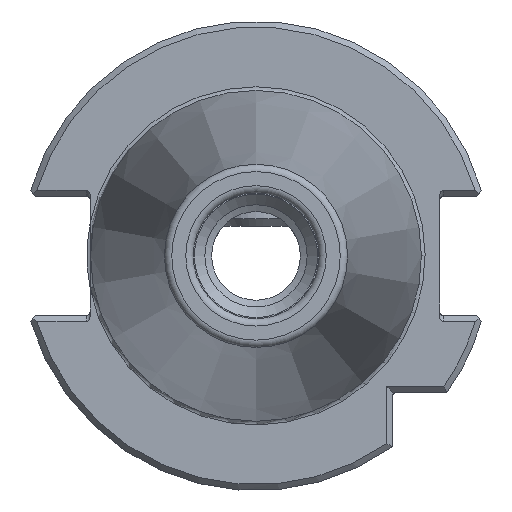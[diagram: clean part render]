
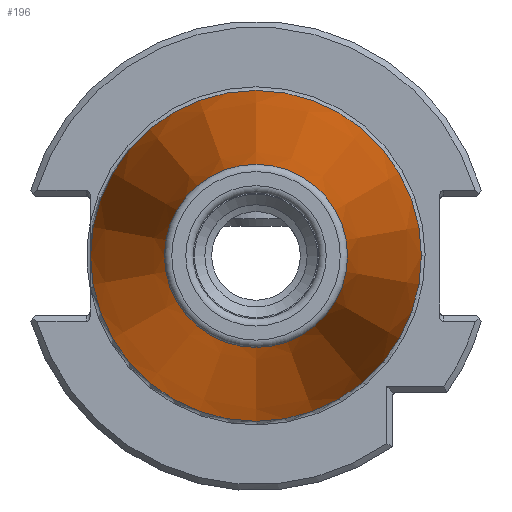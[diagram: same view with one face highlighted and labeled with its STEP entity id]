
A CAD part, left-side view. The second image highlights one B-rep face of the part: STEP entity #196.
In plain terms, the highlighted conical face has half-angle 8.297 degrees and reference radius 22.395 mm.
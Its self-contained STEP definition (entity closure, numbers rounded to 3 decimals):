
#196 = ADVANCED_FACE( '', ( #500, #501 ), #502, .T. );
#500 = FACE_BOUND( '', #932, .T. );
#501 = FACE_OUTER_BOUND( '', #933, .T. );
#502 = CONICAL_SURFACE( '', #934, 22.395, 0.145 );
#932 = EDGE_LOOP( '', ( #1464 ) );
#933 = EDGE_LOOP( '', ( #1465 ) );
#934 = AXIS2_PLACEMENT_3D( '', #1466, #1467, #1468 );
#1464 = ORIENTED_EDGE( '', *, *, #2475, .F. );
#1465 = ORIENTED_EDGE( '', *, *, #2476, .T. );
#1466 = CARTESIAN_POINT( '', ( 1.163, 0., 0. ) );
#1467 = DIRECTION( '', ( 1., 0., 0. ) );
#1468 = DIRECTION( '', ( 0., 0., -1. ) );
#2475 = EDGE_CURVE( '', #2976, #2976, #2977, .T. );
#2476 = EDGE_CURVE( '', #2978, #2978, #2979, .T. );
#2976 = VERTEX_POINT( '', #3775 );
#2977 = CIRCLE( '', #3776, 12.397 );
#2978 = VERTEX_POINT( '', #3777 );
#2979 = CIRCLE( '', #3778, 22.395 );
#3775 = CARTESIAN_POINT( '', ( -67.394, 0., 12.397 ) );
#3776 = AXIS2_PLACEMENT_3D( '', #4598, #4599, #4600 );
#3777 = CARTESIAN_POINT( '', ( 1.163, 0., 22.395 ) );
#3778 = AXIS2_PLACEMENT_3D( '', #4601, #4602, #4603 );
#4598 = CARTESIAN_POINT( '', ( -67.394, 0., 0. ) );
#4599 = DIRECTION( '', ( -1., 0., 0. ) );
#4600 = DIRECTION( '', ( 0., 0., 1. ) );
#4601 = CARTESIAN_POINT( '', ( 1.163, 0., 0. ) );
#4602 = DIRECTION( '', ( -1., 0., 0. ) );
#4603 = DIRECTION( '', ( 0., 0., 1. ) );
